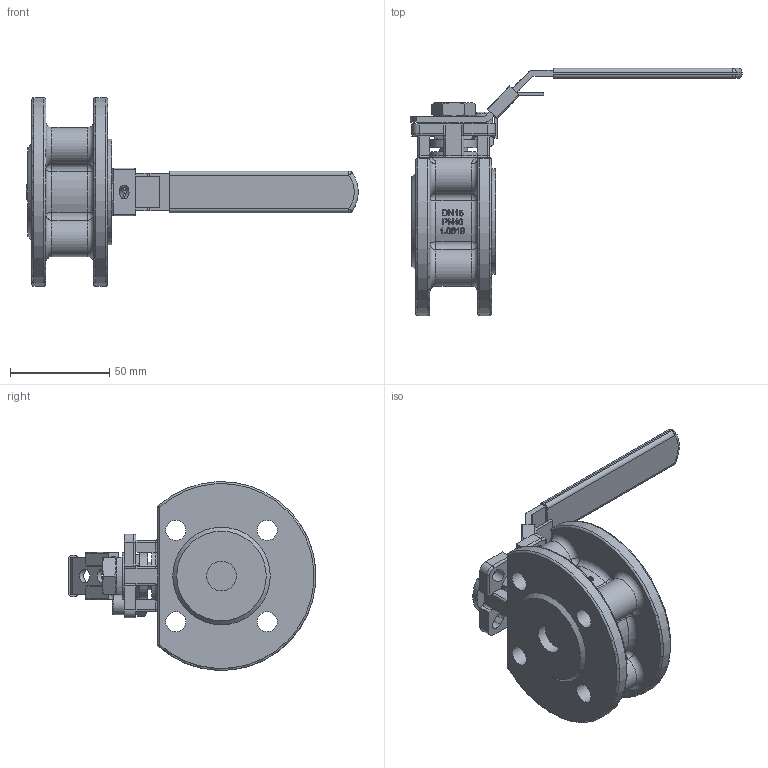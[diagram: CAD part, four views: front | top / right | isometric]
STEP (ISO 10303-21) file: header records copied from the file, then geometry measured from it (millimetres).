
FILE_DESCRIPTION(/* description */ ('Kugelhahn DN15 handbetätigt - Konturvereinfachung'),/* implementation_level */ '2;1');
FILE_NAME(/* name */ '79-15-40.stp',/* time_stamp */ '2016-10-31T11:46:31+01:00',/* author */ ('sci'),/* organization */ (''),/* preprocessor_version */ 'ST-DEVELOPER v16.1',/* originating_system */ 'Autodesk Inventor 2016',/* authorisation */ '');
FILE_SCHEMA (('AUTOMOTIVE_DESIGN { 1 0 10303 214 3 1 1 }'));
Products named in the file (1): ENG-006093
Bounding box: 166.94 x 124.35 x 94.88 mm (x, y, z)
Volume: 199027.7 mm3; surface area: 52085.3 mm2
Topology: 1 solids, 2 shells, 957 faces, 2539 edges, 1624 vertices
Faces by surface type: plane 482, bspline 187, cylinder 180, cone 50, torus 38, sphere 20
Full cylindrical faces by diameter (mm): 5 x4, 6 x1, 7 x3, 9.728 x1, 10 x1, 10.106 x4, 11.913 x2, 14 x1, 15 x3, 23.419 x2, 26 x1, 53 x1
Entity records: 65808 total; most frequent: CARTESIAN_POINT 42776, ORIENTED_EDGE 4948, DIRECTION 3895, EDGE_CURVE 2472, VERTEX_POINT 1604, LINE 1379, VECTOR 1379, AXIS2_PLACEMENT_3D 1258
